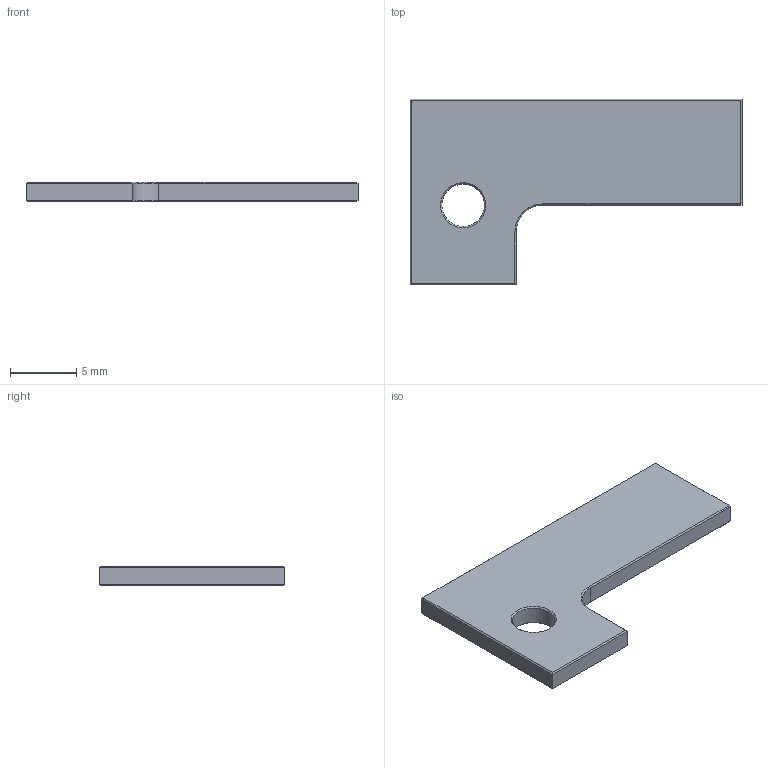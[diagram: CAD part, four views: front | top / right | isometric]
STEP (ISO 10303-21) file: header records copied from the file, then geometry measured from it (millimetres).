
FILE_DESCRIPTION(('FreeCAD Model'),'2;1');
FILE_NAME('retention-plate.step', '2016-10-24T07:46:50',('Author'),(''), 'Open CASCADE STEP processor 6.8','FreeCAD','Unknown');
FILE_SCHEMA(('AUTOMOTIVE_DESIGN_CC2 { 1 2 10303 214 -1 1 5 4 }'));
Length unit declared in the file: millimetre
Products named in the file (2): ASSEMBLY; Chamfer
Assembly tree (1 placements, depth 2):
  ASSEMBLY
    Chamfer
Bounding box: 25 x 14 x 1.5 mm (x, y, z)
Volume: 360.4 mm3; surface area: 602.2 mm2
Topology: 1 solids, 1 shells, 26 faces, 56 edges, 32 vertices
Faces by surface type: plane 20, cone 4, cylinder 2
Full cylindrical faces by diameter (mm): 3.2 x1
Entity records: 1439 total; most frequent: CARTESIAN_POINT 240, DIRECTION 220, LINE 144, VECTOR 144, ORIENTED_EDGE 112, PCURVE 112, DEFINITIONAL_REPRESENTATION 112, EDGE_CURVE 56
